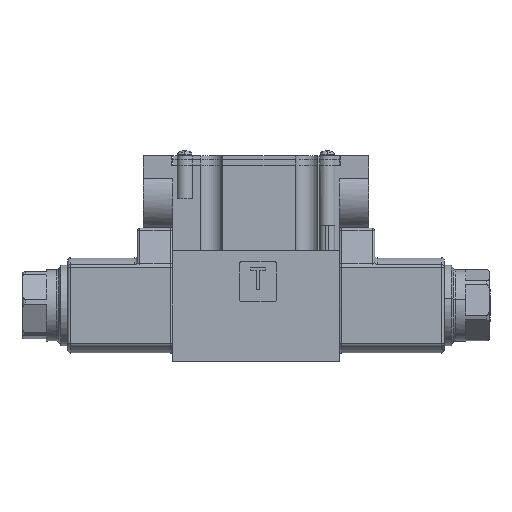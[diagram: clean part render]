
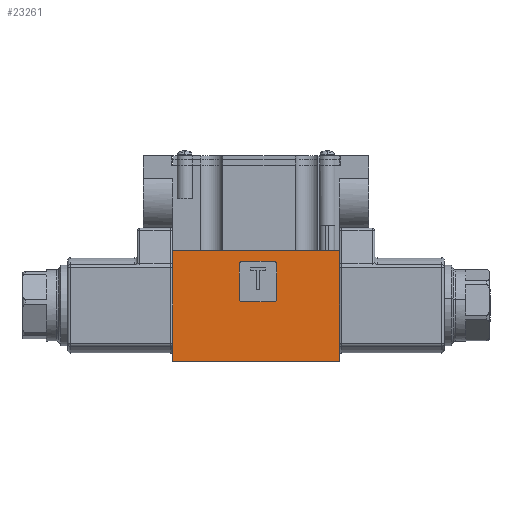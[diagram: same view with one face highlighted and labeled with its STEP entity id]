
A CAD part, front view. The second image highlights one B-rep face of the part: STEP entity #23261.
In plain terms, the highlighted face is planar.
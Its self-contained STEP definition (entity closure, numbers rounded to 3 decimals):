
#113 = VECTOR ( 'NONE', #26205, 1000. ) ;
#441 = ORIENTED_EDGE ( 'NONE', *, *, #31102, .F. ) ;
#803 = CIRCLE ( 'NONE', #11321, 1. ) ;
#855 = EDGE_CURVE ( 'NONE', #34544, #26830, #24817, .T. ) ;
#866 = ORIENTED_EDGE ( 'NONE', *, *, #855, .F. ) ;
#1214 = EDGE_CURVE ( 'NONE', #24866, #6831, #9742, .T. ) ;
#1322 = DIRECTION ( 'NONE',  ( -1., 0., 0. ) ) ;
#2816 = DIRECTION ( 'NONE',  ( 0., 0., 1. ) ) ;
#2825 = CIRCLE ( 'NONE', #29737, 1. ) ;
#2998 = DIRECTION ( 'NONE',  ( 0., 1., 0. ) ) ;
#3544 = CARTESIAN_POINT ( 'NONE',  ( 28., 26., 46. ) ) ;
#3852 = CARTESIAN_POINT ( 'NONE',  ( 42.66, 25., 46. ) ) ;
#4006 = EDGE_CURVE ( 'NONE', #6831, #34544, #20691, .T. ) ;
#4014 = VECTOR ( 'NONE', #1322, 1000. ) ;
#4261 = EDGE_CURVE ( 'NONE', #26830, #10868, #19433, .T. ) ;
#4707 = DIRECTION ( 'NONE',  ( 0., 0., 1. ) ) ;
#5076 = CARTESIAN_POINT ( 'NONE',  ( 70., 0., 46. ) ) ;
#5770 = ORIENTED_EDGE ( 'NONE', *, *, #6730, .F. ) ;
#5870 = AXIS2_PLACEMENT_3D ( 'NONE', #17857, #2816, #8798 ) ;
#6103 = DIRECTION ( 'NONE',  ( 0., 0., 1. ) ) ;
#6730 = EDGE_CURVE ( 'NONE', #38865, #28395, #19260, .T. ) ;
#6831 = VERTEX_POINT ( 'NONE', #35689 ) ;
#7768 = VERTEX_POINT ( 'NONE', #5076 ) ;
#8335 = AXIS2_PLACEMENT_3D ( 'NONE', #8541, #27049, #8750 ) ;
#8541 = CARTESIAN_POINT ( 'NONE',  ( 35., 23.25, 46. ) ) ;
#8750 = DIRECTION ( 'NONE',  ( 1., 0., 0. ) ) ;
#8797 = DIRECTION ( 'NONE',  ( -1., 0., 0. ) ) ;
#8798 = DIRECTION ( 'NONE',  ( 1., 0., 0. ) ) ;
#9187 = EDGE_CURVE ( 'NONE', #28395, #22755, #35866, .T. ) ;
#9742 = CIRCLE ( 'NONE', #24175, 1. ) ;
#9956 = ORIENTED_EDGE ( 'NONE', *, *, #29487, .F. ) ;
#10419 = DIRECTION ( 'NONE',  ( 0., -1., 0. ) ) ;
#10636 = ORIENTED_EDGE ( 'NONE', *, *, #35950, .F. ) ;
#10868 = VERTEX_POINT ( 'NONE', #35318 ) ;
#11321 = AXIS2_PLACEMENT_3D ( 'NONE', #12673, #6103, #8797 ) ;
#12021 = ORIENTED_EDGE ( 'NONE', *, *, #36444, .F. ) ;
#12556 = CARTESIAN_POINT ( 'NONE',  ( 42.66, 42., 46. ) ) ;
#12673 = CARTESIAN_POINT ( 'NONE',  ( 29., 26., 46. ) ) ;
#13256 = DIRECTION ( 'NONE',  ( -1., 0., 0. ) ) ;
#13343 = CARTESIAN_POINT ( 'NONE',  ( 29., 41., 46. ) ) ;
#14491 = PLANE ( 'NONE',  #8335 ) ;
#14590 = CARTESIAN_POINT ( 'NONE',  ( 29., 25., 46. ) ) ;
#14696 = ORIENTED_EDGE ( 'NONE', *, *, #37355, .F. ) ;
#15164 = VECTOR ( 'NONE', #24251, 1000. ) ;
#16343 = CARTESIAN_POINT ( 'NONE',  ( 29., 42., 46. ) ) ;
#17162 = LINE ( 'NONE', #19637, #35914 ) ;
#17857 = CARTESIAN_POINT ( 'NONE',  ( 42.66, 41., 46. ) ) ;
#17881 = CARTESIAN_POINT ( 'NONE',  ( 28., 41., 46. ) ) ;
#18123 = CARTESIAN_POINT ( 'NONE',  ( 29., 25., 46. ) ) ;
#19260 = LINE ( 'NONE', #31983, #32599 ) ;
#19433 = LINE ( 'NONE', #16343, #4014 ) ;
#19637 = CARTESIAN_POINT ( 'NONE',  ( 70., 0., 46. ) ) ;
#19870 = DIRECTION ( 'NONE',  ( -1., 0., 0. ) ) ;
#20691 = LINE ( 'NONE', #33646, #21712 ) ;
#21015 = ORIENTED_EDGE ( 'NONE', *, *, #1214, .F. ) ;
#21477 = CARTESIAN_POINT ( 'NONE',  ( 0., 46.5, 46. ) ) ;
#21712 = VECTOR ( 'NONE', #33229, 1000. ) ;
#22555 = LINE ( 'NONE', #37756, #36582 ) ;
#22755 = VERTEX_POINT ( 'NONE', #33462 ) ;
#23261 = ADVANCED_FACE ( 'NONE', ( #33818, #37292 ), #14491, .T. ) ;
#24022 = EDGE_CURVE ( 'NONE', #22755, #7768, #22555, .T. ) ;
#24175 = AXIS2_PLACEMENT_3D ( 'NONE', #35696, #29304, #19870 ) ;
#24251 = DIRECTION ( 'NONE',  ( 1., 0., 0. ) ) ;
#24621 = ORIENTED_EDGE ( 'NONE', *, *, #9187, .F. ) ;
#24817 = CIRCLE ( 'NONE', #5870, 1. ) ;
#24866 = VERTEX_POINT ( 'NONE', #3852 ) ;
#24989 = VERTEX_POINT ( 'NONE', #30133 ) ;
#26180 = ORIENTED_EDGE ( 'NONE', *, *, #4006, .F. ) ;
#26205 = DIRECTION ( 'NONE',  ( 1., 0., 0. ) ) ;
#26724 = LINE ( 'NONE', #14590, #15164 ) ;
#26830 = VERTEX_POINT ( 'NONE', #12556 ) ;
#27049 = DIRECTION ( 'NONE',  ( 0., 0., 1. ) ) ;
#27314 = LINE ( 'NONE', #17881, #38401 ) ;
#27944 = CARTESIAN_POINT ( 'NONE',  ( 0., 0., 46. ) ) ;
#28395 = VERTEX_POINT ( 'NONE', #21477 ) ;
#28900 = EDGE_LOOP ( 'NONE', ( #21015, #10636, #12021, #9956, #14696, #37197, #866, #26180 ) ) ;
#29163 = DIRECTION ( 'NONE',  ( 1., 0., 0. ) ) ;
#29304 = DIRECTION ( 'NONE',  ( 0., 0., 1. ) ) ;
#29403 = CARTESIAN_POINT ( 'NONE',  ( 43.66, 41., 46. ) ) ;
#29487 = EDGE_CURVE ( 'NONE', #24989, #38539, #27314, .T. ) ;
#29737 = AXIS2_PLACEMENT_3D ( 'NONE', #13343, #4707, #29163 ) ;
#30133 = CARTESIAN_POINT ( 'NONE',  ( 28., 41., 46. ) ) ;
#30400 = DIRECTION ( 'NONE',  ( 0., -1., 0. ) ) ;
#31102 = EDGE_CURVE ( 'NONE', #7768, #38865, #17162, .T. ) ;
#31983 = CARTESIAN_POINT ( 'NONE',  ( 0., 0., 46. ) ) ;
#32599 = VECTOR ( 'NONE', #2998, 1000. ) ;
#33229 = DIRECTION ( 'NONE',  ( 0., 1., 0. ) ) ;
#33462 = CARTESIAN_POINT ( 'NONE',  ( 70., 46.5, 46. ) ) ;
#33646 = CARTESIAN_POINT ( 'NONE',  ( 43.66, 41., 46. ) ) ;
#33818 = FACE_BOUND ( 'NONE', #28900, .T. ) ;
#34544 = VERTEX_POINT ( 'NONE', #29403 ) ;
#35318 = CARTESIAN_POINT ( 'NONE',  ( 29., 42., 46. ) ) ;
#35689 = CARTESIAN_POINT ( 'NONE',  ( 43.66, 26., 46. ) ) ;
#35696 = CARTESIAN_POINT ( 'NONE',  ( 42.66, 26., 46. ) ) ;
#35866 = LINE ( 'NONE', #36064, #113 ) ;
#35914 = VECTOR ( 'NONE', #13256, 1000. ) ;
#35950 = EDGE_CURVE ( 'NONE', #39554, #24866, #26724, .T. ) ;
#36064 = CARTESIAN_POINT ( 'NONE',  ( 0., 46.5, 46. ) ) ;
#36444 = EDGE_CURVE ( 'NONE', #38539, #39554, #803, .T. ) ;
#36582 = VECTOR ( 'NONE', #10419, 1000. ) ;
#37197 = ORIENTED_EDGE ( 'NONE', *, *, #4261, .F. ) ;
#37292 = FACE_OUTER_BOUND ( 'NONE', #38251, .T. ) ;
#37355 = EDGE_CURVE ( 'NONE', #10868, #24989, #2825, .T. ) ;
#37756 = CARTESIAN_POINT ( 'NONE',  ( 70., 46.5, 46. ) ) ;
#38251 = EDGE_LOOP ( 'NONE', ( #24621, #5770, #441, #40208 ) ) ;
#38401 = VECTOR ( 'NONE', #30400, 1000. ) ;
#38539 = VERTEX_POINT ( 'NONE', #3544 ) ;
#38865 = VERTEX_POINT ( 'NONE', #27944 ) ;
#39554 = VERTEX_POINT ( 'NONE', #18123 ) ;
#40208 = ORIENTED_EDGE ( 'NONE', *, *, #24022, .F. ) ;
